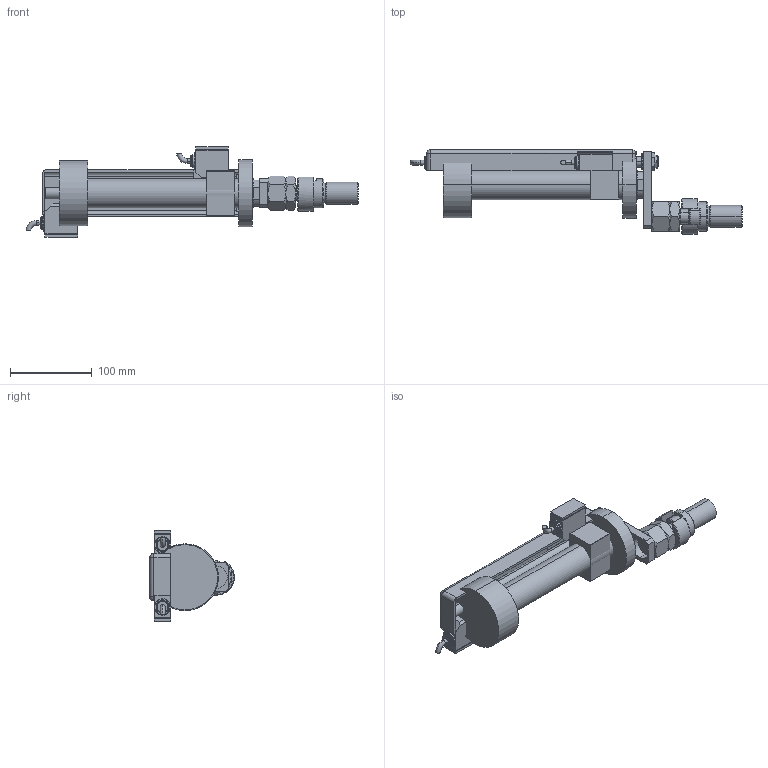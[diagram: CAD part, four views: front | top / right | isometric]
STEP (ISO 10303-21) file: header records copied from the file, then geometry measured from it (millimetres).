
FILE_DESCRIPTION (( 'STEP AP203' ), '1' );
FILE_NAME ('b553.STEP', '2021-04-19T11:34:20', ( '' ), ( '' ), 'SwSTEP 2.0', 'SolidWorks 2019', '' );
FILE_SCHEMA (( 'CONFIG_CONTROL_DESIGN' ));
Length unit declared in the file: millimetre
Products named in the file (16): MFA 11f203356af7023947f2ab3dfbb11c8a; V450CM_VC_B 11f203356af7023947f2ab3dfbb11c8a; SWITCH Q 11f203356af7023947f2ab3dfbb11c8a; FEMALE_PART_FOR_DFA 11f203356af7023947f2ab3dfbb11c8a; V450CM_E 11f203356af7023947f2ab3dfbb11c8a; V450CM_E_VCP 11f203356af7023947f2ab3dfbb11c8a; SWITCH_Q_FRONT_BACK 11f203356af7023947f2ab3dfbb11c8a; ZARAZKA_Q 11f203356af7023947f2ab3dfbb11c8a; KRYT 11f203356af7023947f2ab3dfbb11c8a; NUT_D19 11f203356af7023947f2ab3dfbb11c8a; SWITCH DIM A_G 11f203356af7023947f2ab3dfbb11c8a; Q_T_W_DFA 11f203356af7023947f2ab3dfbb11c8a; TYC 11f203356af7023947f2ab3dfbb11c8a; MAGNETIC SWITCH Q 11f203356af7023947f2ab3dfbb11c8a; NUT_D13 11f203356af7023947f2ab3dfbb11c8a; b553
Assembly tree (16 placements, depth 3):
  b553
    V450CM_E 11f203356af7023947f2ab3dfbb11c8a
    V450CM_E_VCP 11f203356af7023947f2ab3dfbb11c8a
    V450CM_VC_B 11f203356af7023947f2ab3dfbb11c8a
    MAGNETIC SWITCH Q 11f203356af7023947f2ab3dfbb11c8a
      SWITCH_Q_FRONT_BACK 11f203356af7023947f2ab3dfbb11c8a
      TYC 11f203356af7023947f2ab3dfbb11c8a
      ZARAZKA_Q 11f203356af7023947f2ab3dfbb11c8a
      SWITCH DIM A_G 11f203356af7023947f2ab3dfbb11c8a
      NUT_D19 11f203356af7023947f2ab3dfbb11c8a
      NUT_D13 11f203356af7023947f2ab3dfbb11c8a
      KRYT 11f203356af7023947f2ab3dfbb11c8a
      SWITCH Q 11f203356af7023947f2ab3dfbb11c8a  x2
    Q_T_W_DFA 11f203356af7023947f2ab3dfbb11c8a
      FEMALE_PART_FOR_DFA 11f203356af7023947f2ab3dfbb11c8a
      MFA 11f203356af7023947f2ab3dfbb11c8a
Bounding box: 407.26 x 103.77 x 111 mm (x, y, z)
Volume: 855638.8 mm3; surface area: 191449.1 mm2
Topology: 16 solids, 16 shells, 615 faces, 1482 edges, 951 vertices
Faces by surface type: plane 290, bspline 145, cylinder 90, cone 62, torus 26, sphere 2
Entity records: 25292 total; most frequent: CARTESIAN_POINT 11034, ORIENTED_EDGE 2768, DIRECTION 2188, EDGE_CURVE 1384, VERTEX_POINT 891, LINE 750, VECTOR 750, AXIS2_PLACEMENT_3D 719
